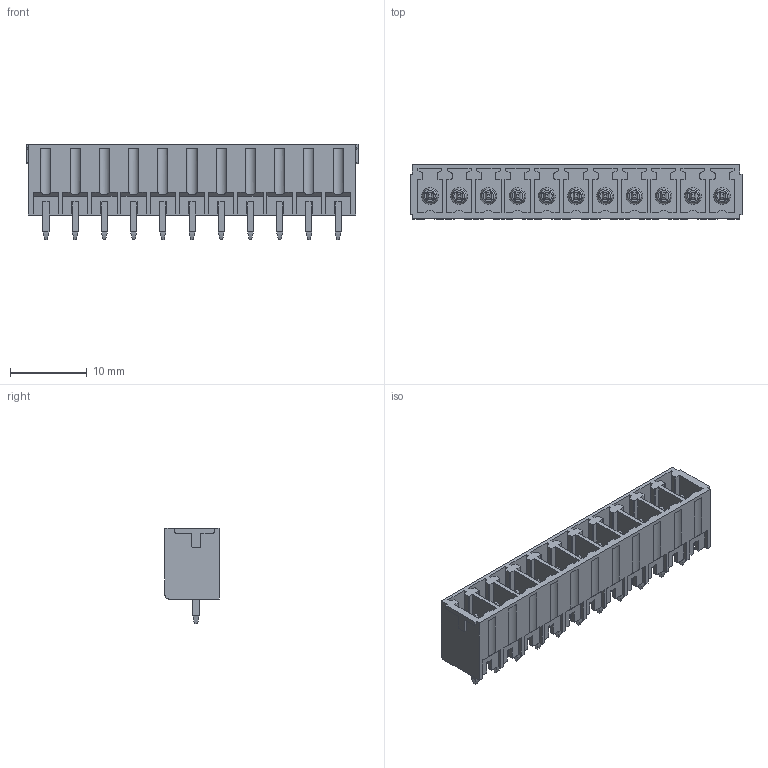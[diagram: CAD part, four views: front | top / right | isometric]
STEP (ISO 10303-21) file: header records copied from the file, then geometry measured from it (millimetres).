
FILE_DESCRIPTION(('CATIA V5 STEP Exchange','CAx-IF Rec.Pracs.--- Model Styling and Organization---1.2---2011-12-15'),'2;1');
FILE_NAME ('D1459821_0', '2018-09-29T05:09:48+00:00', ('none'), ('Weidmueller'), 'CATIA Version 5-6 Release 2014', 'CATIA V5 STEP AP214', 'none');
FILE_SCHEMA(('AUTOMOTIVE_DESIGN { 1 0 10303 214 1 1 1 1 }'));
Length unit declared in the file: millimetre
Products named in the file (1): 1942930000
Bounding box: 43.3 x 7.05 x 12.4 mm (x, y, z)
Volume: 1229.2 mm3; surface area: 3991.8 mm2
Topology: 12 solids, 12 shells, 838 faces, 2397 edges, 1616 vertices
Faces by surface type: plane 609, cylinder 185, cone 22, torus 22
Entity records: 25446 total; most frequent: CARTESIAN_POINT 5009, ORIENTED_EDGE 4794, DIRECTION 3270, EDGE_CURVE 2397, VECTOR 1895, LINE 1895, VERTEX_POINT 1616, EDGE_LOOP 893
